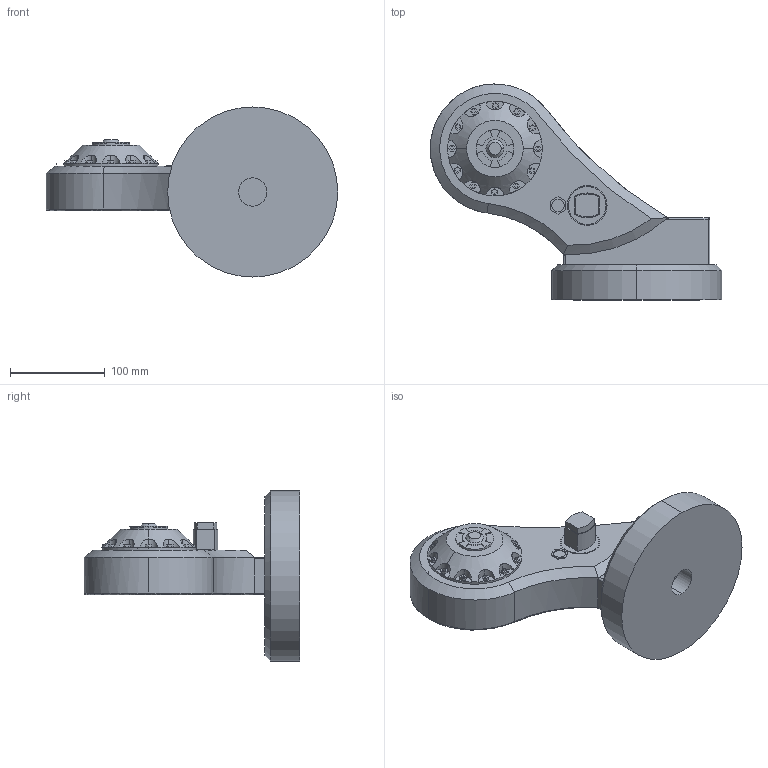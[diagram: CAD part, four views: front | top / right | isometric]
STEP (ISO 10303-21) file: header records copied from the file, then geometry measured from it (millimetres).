
FILE_DESCRIPTION (( 'STEP AP203' ), '1' );
FILE_NAME ('Part2_Default_sldprt.STEP', '2023-07-04T09:33:55', ( '' ), ( '' ), 'SwSTEP 2.0', 'SolidWorks 2022', '' );
FILE_SCHEMA (( 'CONFIG_CONTROL_DESIGN' ));
Length unit declared in the file: millimetre
Products named in the file (1): Part2_Default_sldprt
Bounding box: 308.5 x 228.48 x 180 mm (x, y, z)
Volume: 2387595 mm3; surface area: 161760.3 mm2
Topology: 1 solids, 1 shells, 303 faces, 781 edges, 514 vertices
Faces by surface type: plane 222, cylinder 67, cone 6, bspline 3, torus 3, sphere 2
Entity records: 9956 total; most frequent: CARTESIAN_POINT 2440, ORIENTED_EDGE 1558, DIRECTION 1484, EDGE_CURVE 779, LINE 590, VECTOR 590, VERTEX_POINT 514, AXIS2_PLACEMENT_3D 447
